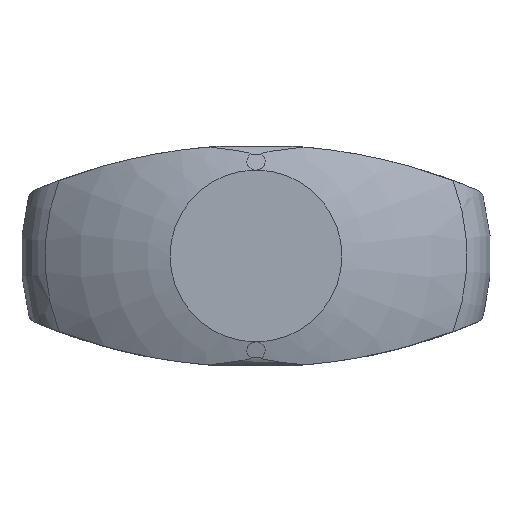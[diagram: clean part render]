
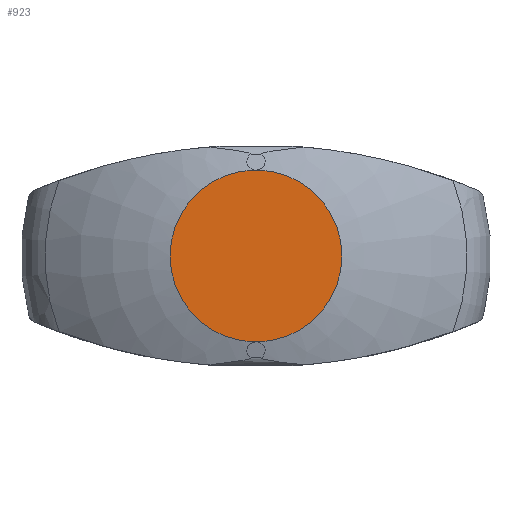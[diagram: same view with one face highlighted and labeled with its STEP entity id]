
A CAD part, top view. The second image highlights one B-rep face of the part: STEP entity #923.
In plain terms, the highlighted planar face has unit normal (0, 0, 1).
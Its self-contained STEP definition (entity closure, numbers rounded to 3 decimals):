
#559=VERTEX_POINT('',#1581);
#899=EDGE_CURVE('',#1091,#559,#1957,.T.);
#923=ADVANCED_FACE('',(#1982),#1983,.F.);
#1009=EDGE_CURVE('',#1219,#1027,#2074,.T.);
#1027=VERTEX_POINT('',#2094);
#1091=VERTEX_POINT('',#2161);
#1219=VERTEX_POINT('',#2302);
#1461=EDGE_CURVE('',#1027,#559,#2566,.T.);
#1519=EDGE_CURVE('',#1091,#1219,#2628,.T.);
#1581=CARTESIAN_POINT('',(0.043,-7.5,34.8));
#1957=LINE('',#4074,#4075);
#1982=FACE_OUTER_BOUND('',#4175,.T.);
#1983=PLANE('',#4176);
#2074=LINE('',#4642,#4643);
#2094=CARTESIAN_POINT('',(0.043,7.5,34.8));
#2161=CARTESIAN_POINT('',(-0.043,-7.5,34.8));
#2302=CARTESIAN_POINT('',(-0.043,7.5,34.8));
#2566=CIRCLE('',#6258,7.5);
#2628=CIRCLE('',#6346,7.5);
#4074=CARTESIAN_POINT('',(-30.0,-7.5,34.8));
#4075=VECTOR('',#6816,1.0);
#4175=EDGE_LOOP('',(#6835,#6836,#6837,#6838));
#4176=AXIS2_PLACEMENT_3D('',#6839,#6840,#6841);
#4642=CARTESIAN_POINT('',(-30.0,7.5,34.8));
#4643=VECTOR('',#6912,1.0);
#6258=AXIS2_PLACEMENT_3D('',#7432,#7433,#7434);
#6346=AXIS2_PLACEMENT_3D('',#7499,#7500,#7501);
#6816=DIRECTION('',(1.0,0.,0.));
#6835=ORIENTED_EDGE('',*,*,#1461,.F.);
#6836=ORIENTED_EDGE('',*,*,#1009,.F.);
#6837=ORIENTED_EDGE('',*,*,#1519,.F.);
#6838=ORIENTED_EDGE('',*,*,#899,.T.);
#6839=CARTESIAN_POINT('',(-30.0,7.5,34.8));
#6840=DIRECTION('',(0.,0.,-1.0));
#6841=DIRECTION('',(0.,1.0,0.0));
#6912=DIRECTION('',(1.0,0.,0.));
#7432=CARTESIAN_POINT('',(0.,0.,34.8));
#7433=DIRECTION('',(0.,0.,-1.0));
#7434=DIRECTION('',(-1.0,0.,0.));
#7499=CARTESIAN_POINT('',(0.,0.,34.8));
#7500=DIRECTION('',(0.,0.,-1.0));
#7501=DIRECTION('',(-1.0,0.,0.));
